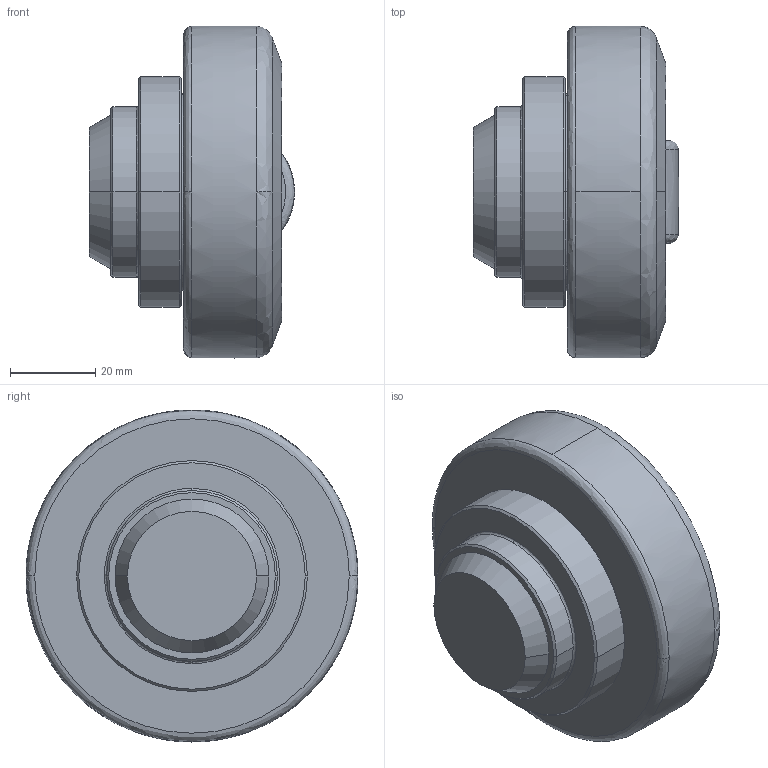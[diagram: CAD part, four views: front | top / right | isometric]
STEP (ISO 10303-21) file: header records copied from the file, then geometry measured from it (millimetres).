
FILE_DESCRIPTION (( 'STEP AP214' ), '1' );
FILE_NAME ('TR-080.0200-Rollco.step', '2023-04-28T07:33:37', ( '' ), ( '' ), 'SwSTEP 2.0', 'SolidWorks 2010', '' );
FILE_SCHEMA (( 'AUTOMOTIVE_DESIGN' ));
Length unit declared in the file: millimetre
Products named in the file (1): TR-080.0200-Rollco
Bounding box: 47.99 x 77.7 x 77.7 mm (x, y, z)
Volume: 142102.2 mm3; surface area: 18243 mm2
Topology: 1 solids, 1 shells, 43 faces, 101 edges, 65 vertices
Faces by surface type: bspline 10, cone 10, plane 10, cylinder 9, torus 4
Entity records: 2000 total; most frequent: CARTESIAN_POINT 1007, ORIENTED_EDGE 202, DIRECTION 199, EDGE_CURVE 101, AXIS2_PLACEMENT_3D 88, VERTEX_POINT 65, CIRCLE 54, EDGE_LOOP 48
